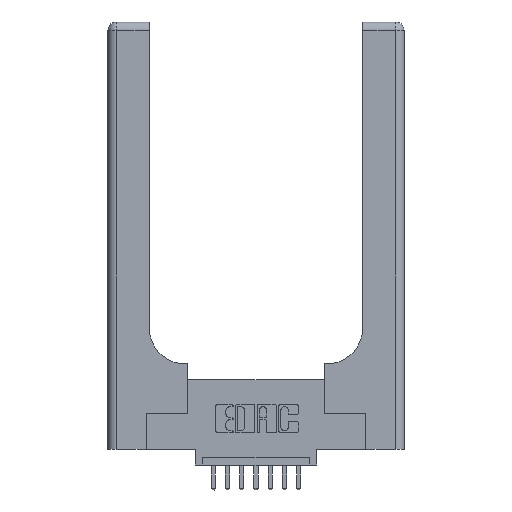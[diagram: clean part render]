
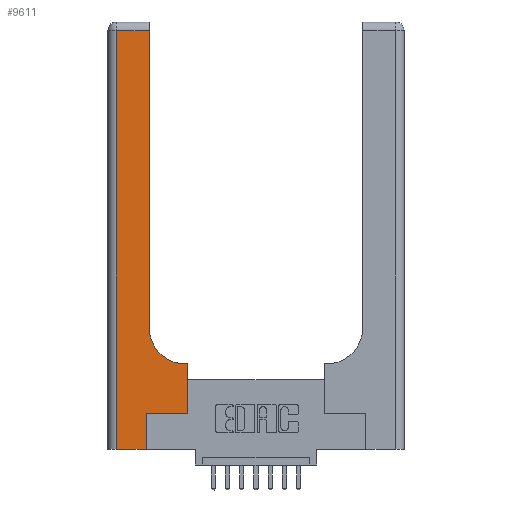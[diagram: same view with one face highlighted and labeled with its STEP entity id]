
A CAD part, top view. The second image highlights one B-rep face of the part: STEP entity #9611.
In plain terms, the highlighted planar face has unit normal (0, 0, 1).
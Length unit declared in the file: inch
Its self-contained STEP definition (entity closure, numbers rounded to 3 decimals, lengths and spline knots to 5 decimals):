
#62 = CARTESIAN_POINT ( 'NONE',  ( 0.2915, 0.85, 0.37 ) ) ;
#226 = DIRECTION ( 'NONE',  ( 1., 0., 0. ) ) ;
#307 = CARTESIAN_POINT ( 'NONE',  ( 0.5585, 0.6, 0.37 ) ) ;
#335 = CARTESIAN_POINT ( 'NONE',  ( 0.5585, 0.25, 0.37 ) ) ;
#406 = VECTOR ( 'NONE', #2777, 39.37008 ) ;
#521 = VECTOR ( 'NONE', #11108, 39.37008 ) ;
#630 = VECTOR ( 'NONE', #226, 39.37008 ) ;
#945 = CARTESIAN_POINT ( 'NONE',  ( 0.5415, 0.85, 0.37 ) ) ;
#1256 = VERTEX_POINT ( 'NONE', #14093 ) ;
#1429 = ORIENTED_EDGE ( 'NONE', *, *, #4283, .T. ) ;
#1444 = CARTESIAN_POINT ( 'NONE',  ( 0., 3., 0.37 ) ) ;
#1481 = EDGE_CURVE ( 'NONE', #9534, #9335, #1822, .T. ) ;
#1544 = DIRECTION ( 'NONE',  ( -1., 0., 0. ) ) ;
#1627 = VECTOR ( 'NONE', #14743, 39.37008 ) ;
#1822 = LINE ( 'NONE', #3641, #1627 ) ;
#1865 = VERTEX_POINT ( 'NONE', #3176 ) ;
#2270 = LINE ( 'NONE', #335, #406 ) ;
#2488 = DIRECTION ( 'NONE',  ( -1., 0., 0. ) ) ;
#2518 = VERTEX_POINT ( 'NONE', #307 ) ;
#2642 = EDGE_LOOP ( 'NONE', ( #5442, #5586, #8286, #10637, #10191, #12556, #5787, #1429, #8194 ) ) ;
#2777 = DIRECTION ( 'NONE',  ( 0., 1., 0. ) ) ;
#3176 = CARTESIAN_POINT ( 'NONE',  ( 0.5585, 0.25, 0.37 ) ) ;
#3345 = VECTOR ( 'NONE', #5844, 39.37008 ) ;
#3619 = EDGE_CURVE ( 'NONE', #8856, #7468, #6746, .T. ) ;
#3641 = CARTESIAN_POINT ( 'NONE',  ( 0.269, 0., 0.37 ) ) ;
#3769 = EDGE_CURVE ( 'NONE', #1256, #10709, #12739, .T. ) ;
#4283 = EDGE_CURVE ( 'NONE', #2518, #1256, #7299, .T. ) ;
#4808 = CARTESIAN_POINT ( 'NONE',  ( 0.269, 0., 0.37 ) ) ;
#4997 = CARTESIAN_POINT ( 'NONE',  ( 0.06, 2.94, 0.37 ) ) ;
#5039 = CARTESIAN_POINT ( 'NONE',  ( 0.06, 0., 0.37 ) ) ;
#5043 = EDGE_CURVE ( 'NONE', #1865, #2518, #2270, .T. ) ;
#5442 = ORIENTED_EDGE ( 'NONE', *, *, #7419, .T. ) ;
#5586 = ORIENTED_EDGE ( 'NONE', *, *, #3619, .T. ) ;
#5787 = ORIENTED_EDGE ( 'NONE', *, *, #5043, .T. ) ;
#5835 = EDGE_CURVE ( 'NONE', #15379, #9534, #11740, .T. ) ;
#5844 = DIRECTION ( 'NONE',  ( 1., 0., 0. ) ) ;
#6086 = CARTESIAN_POINT ( 'NONE',  ( 0.06, 3., 0.37 ) ) ;
#6323 = DIRECTION ( 'NONE',  ( 0., 0., -1. ) ) ;
#6746 = LINE ( 'NONE', #13206, #13476 ) ;
#6952 = DIRECTION ( 'NONE',  ( 1., 0., 0. ) ) ;
#7185 = LINE ( 'NONE', #9521, #521 ) ;
#7286 = DIRECTION ( 'NONE',  ( 0., -1., 0. ) ) ;
#7299 = LINE ( 'NONE', #15336, #11036 ) ;
#7388 = CARTESIAN_POINT ( 'NONE',  ( 0.269, 0.25, 0.37 ) ) ;
#7419 = EDGE_CURVE ( 'NONE', #10709, #8856, #7185, .T. ) ;
#7468 = VERTEX_POINT ( 'NONE', #4997 ) ;
#8162 = CARTESIAN_POINT ( 'NONE',  ( 0., 0., 0.37 ) ) ;
#8194 = ORIENTED_EDGE ( 'NONE', *, *, #3769, .T. ) ;
#8195 = CARTESIAN_POINT ( 'NONE',  ( 0.269, 0.25, 0.37 ) ) ;
#8286 = ORIENTED_EDGE ( 'NONE', *, *, #12576, .T. ) ;
#8635 = FACE_OUTER_BOUND ( 'NONE', #2642, .T. ) ;
#8765 = CARTESIAN_POINT ( 'NONE',  ( 0.2915, 2.94, 0.37 ) ) ;
#8856 = VERTEX_POINT ( 'NONE', #8765 ) ;
#9217 = AXIS2_PLACEMENT_3D ( 'NONE', #945, #12872, #6952 ) ;
#9335 = VERTEX_POINT ( 'NONE', #8195 ) ;
#9365 = LINE ( 'NONE', #6086, #10330 ) ;
#9394 = DIRECTION ( 'NONE',  ( -1., 0., 0. ) ) ;
#9521 = CARTESIAN_POINT ( 'NONE',  ( 0.2915, 3., 0.37 ) ) ;
#9534 = VERTEX_POINT ( 'NONE', #4808 ) ;
#9611 = ADVANCED_FACE ( 'NONE', ( #8635 ), #9861, .F. ) ;
#9861 = PLANE ( 'NONE',  #14287 ) ;
#10191 = ORIENTED_EDGE ( 'NONE', *, *, #1481, .T. ) ;
#10330 = VECTOR ( 'NONE', #7286, 39.37008 ) ;
#10637 = ORIENTED_EDGE ( 'NONE', *, *, #5835, .T. ) ;
#10709 = VERTEX_POINT ( 'NONE', #62 ) ;
#11036 = VECTOR ( 'NONE', #9394, 39.37008 ) ;
#11108 = DIRECTION ( 'NONE',  ( 0., 1., 0. ) ) ;
#11740 = LINE ( 'NONE', #8162, #3345 ) ;
#12556 = ORIENTED_EDGE ( 'NONE', *, *, #12677, .T. ) ;
#12576 = EDGE_CURVE ( 'NONE', #7468, #15379, #9365, .T. ) ;
#12677 = EDGE_CURVE ( 'NONE', #9335, #1865, #14403, .T. ) ;
#12739 = CIRCLE ( 'NONE', #9217, 0.25 ) ;
#12872 = DIRECTION ( 'NONE',  ( 0., 0., -1. ) ) ;
#13206 = CARTESIAN_POINT ( 'NONE',  ( 0., 2.94, 0.37 ) ) ;
#13476 = VECTOR ( 'NONE', #2488, 39.37008 ) ;
#14093 = CARTESIAN_POINT ( 'NONE',  ( 0.5415, 0.6, 0.37 ) ) ;
#14287 = AXIS2_PLACEMENT_3D ( 'NONE', #1444, #6323, #1544 ) ;
#14403 = LINE ( 'NONE', #7388, #630 ) ;
#14743 = DIRECTION ( 'NONE',  ( 0., 1., 0. ) ) ;
#15336 = CARTESIAN_POINT ( 'NONE',  ( 0.2915, 0.6, 0.37 ) ) ;
#15379 = VERTEX_POINT ( 'NONE', #5039 ) ;
